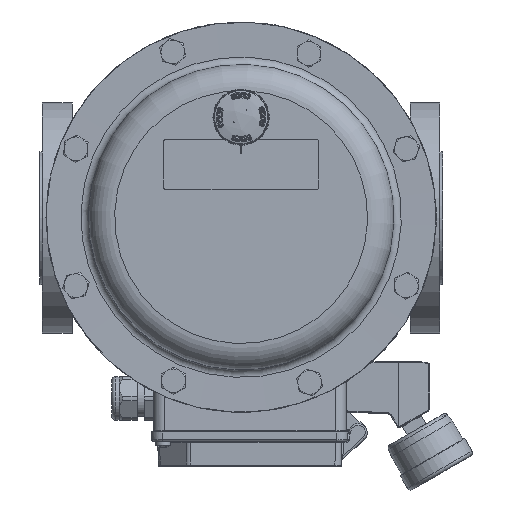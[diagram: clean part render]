
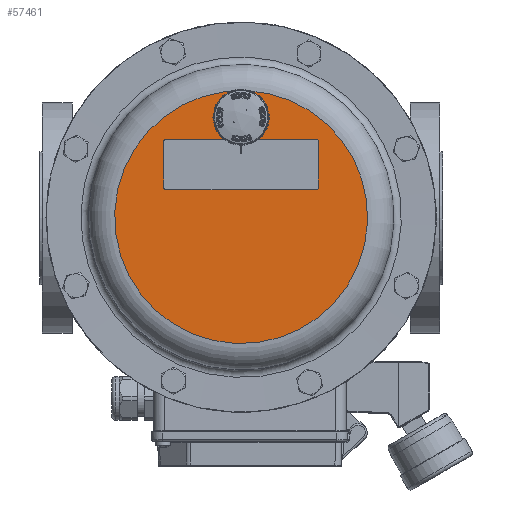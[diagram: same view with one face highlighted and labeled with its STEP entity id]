
A CAD part, top view. The second image highlights one B-rep face of the part: STEP entity #57461.
In plain terms, the highlighted planar face has unit normal (0, 0, 1).
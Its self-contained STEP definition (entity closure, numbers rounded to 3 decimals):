
#6728=LINE('',#114909,#9973);
#6732=LINE('',#114918,#9977);
#6735=LINE('',#114926,#9980);
#6738=LINE('',#114934,#9983);
#9973=VECTOR('',#73846,1000.);
#9977=VECTOR('',#73856,1000.);
#9980=VECTOR('',#73865,1000.);
#9983=VECTOR('',#73874,1000.);
#11131=FACE_BOUND('',#16798,.T.);
#11132=FACE_BOUND('',#16799,.T.);
#13395=FACE_OUTER_BOUND('',#16797,.T.);
#16797=EDGE_LOOP('',(#45626));
#16798=EDGE_LOOP('',(#45627,#45628,#45629,#45630,#45631,#45632,#45633,#45634));
#16799=EDGE_LOOP('',(#45635,#45636));
#19413=CIRCLE('',#61587,10.35);
#19483=CIRCLE('',#61684,69.65);
#19736=CIRCLE('',#62245,1.);
#19737=CIRCLE('',#62248,1.);
#19738=CIRCLE('',#62251,1.);
#19739=CIRCLE('',#62254,1.);
#19740=CIRCLE('',#62304,10.35);
#23734=VERTEX_POINT('',#111563);
#23735=VERTEX_POINT('',#111564);
#23821=VERTEX_POINT('',#112148);
#24303=VERTEX_POINT('',#114907);
#24304=VERTEX_POINT('',#114908);
#24305=VERTEX_POINT('',#114913);
#24306=VERTEX_POINT('',#114917);
#24307=VERTEX_POINT('',#114921);
#24308=VERTEX_POINT('',#114925);
#24309=VERTEX_POINT('',#114929);
#24310=VERTEX_POINT('',#114933);
#30671=EDGE_CURVE('',#23734,#23735,#19413,.T.);
#30788=EDGE_CURVE('',#23821,#23821,#19483,.T.);
#31562=EDGE_CURVE('',#24303,#24304,#6728,.T.);
#31565=EDGE_CURVE('',#24304,#24305,#19736,.T.);
#31567=EDGE_CURVE('',#24305,#24306,#6732,.T.);
#31569=EDGE_CURVE('',#24306,#24307,#19737,.T.);
#31571=EDGE_CURVE('',#24307,#24308,#6735,.T.);
#31573=EDGE_CURVE('',#24308,#24309,#19738,.T.);
#31575=EDGE_CURVE('',#24309,#24310,#6738,.T.);
#31577=EDGE_CURVE('',#24310,#24303,#19739,.T.);
#31650=EDGE_CURVE('',#23735,#23734,#19740,.T.);
#45626=ORIENTED_EDGE('',*,*,#30788,.F.);
#45627=ORIENTED_EDGE('',*,*,#31577,.F.);
#45628=ORIENTED_EDGE('',*,*,#31575,.F.);
#45629=ORIENTED_EDGE('',*,*,#31573,.F.);
#45630=ORIENTED_EDGE('',*,*,#31571,.F.);
#45631=ORIENTED_EDGE('',*,*,#31569,.F.);
#45632=ORIENTED_EDGE('',*,*,#31567,.F.);
#45633=ORIENTED_EDGE('',*,*,#31565,.F.);
#45634=ORIENTED_EDGE('',*,*,#31562,.F.);
#45635=ORIENTED_EDGE('',*,*,#31650,.T.);
#45636=ORIENTED_EDGE('',*,*,#30671,.T.);
#51704=PLANE('',#62303);
#57461=ADVANCED_FACE('',(#13395,#11131,#11132),#51704,.F.);
#61587=AXIS2_PLACEMENT_3D('',#111565,#72289,#72290);
#61684=AXIS2_PLACEMENT_3D('',#112150,#72509,#72510);
#62245=AXIS2_PLACEMENT_3D('',#114914,#73851,#73852);
#62248=AXIS2_PLACEMENT_3D('',#114922,#73860,#73861);
#62251=AXIS2_PLACEMENT_3D('',#114930,#73869,#73870);
#62254=AXIS2_PLACEMENT_3D('',#114937,#73878,#73879);
#62303=AXIS2_PLACEMENT_3D('',#115082,#74048,#74049);
#62304=AXIS2_PLACEMENT_3D('',#115083,#74050,#74051);
#72289=DIRECTION('center_axis',(0.,0.,
-1.));
#72290=DIRECTION('ref_axis',(-0.924,0.383,0.));
#72509=DIRECTION('center_axis',(0.,0.,
-1.));
#72510=DIRECTION('ref_axis',(-0.924,0.383,0.));
#73846=DIRECTION('',(0.,1.,0.));
#73851=DIRECTION('center_axis',(0.,0.,
1.));
#73852=DIRECTION('ref_axis',(0.,-1.,0.));
#73856=DIRECTION('',(-1.,0.,0.));
#73860=DIRECTION('center_axis',(0.,0.,
1.));
#73861=DIRECTION('ref_axis',(0.,-1.,0.));
#73865=DIRECTION('',(0.,-1.,0.));
#73869=DIRECTION('center_axis',(0.,0.,
1.));
#73870=DIRECTION('ref_axis',(0.,-1.,0.));
#73874=DIRECTION('',(1.,0.,0.));
#73878=DIRECTION('center_axis',(0.,0.,
1.));
#73879=DIRECTION('ref_axis',(0.,-1.,0.));
#74048=DIRECTION('center_axis',(0.,0.,
-1.));
#74049=DIRECTION('ref_axis',(-0.924,0.383,0.));
#74050=DIRECTION('center_axis',(0.,0.,
-1.));
#74051=DIRECTION('ref_axis',(-0.924,0.383,0.));
#111563=CARTESIAN_POINT('',(0.,65.35,301.));
#111564=CARTESIAN_POINT('',(0.,44.65,301.));
#111565=CARTESIAN_POINT('Origin',(0.,55.,
301.));
#112148=CARTESIAN_POINT('',(64.348,-26.654,301.));
#112150=CARTESIAN_POINT('Origin',(0.,0.,
301.));
#114907=CARTESIAN_POINT('',(42.5,16.,301.));
#114908=CARTESIAN_POINT('',(42.5,42.,301.));
#114909=CARTESIAN_POINT('',(42.5,16.,301.));
#114913=CARTESIAN_POINT('',(41.5,43.,301.));
#114914=CARTESIAN_POINT('Origin',(41.5,42.,301.));
#114917=CARTESIAN_POINT('',(-41.5,43.,301.));
#114918=CARTESIAN_POINT('',(41.5,43.,301.));
#114921=CARTESIAN_POINT('',(-42.5,42.,301.));
#114922=CARTESIAN_POINT('Origin',(-41.5,42.,301.));
#114925=CARTESIAN_POINT('',(-42.5,16.,301.));
#114926=CARTESIAN_POINT('',(-42.5,16.,301.));
#114929=CARTESIAN_POINT('',(-41.5,15.,301.));
#114930=CARTESIAN_POINT('Origin',(-41.5,16.,301.));
#114933=CARTESIAN_POINT('',(41.5,15.,301.));
#114934=CARTESIAN_POINT('',(41.5,15.,301.));
#114937=CARTESIAN_POINT('Origin',(41.5,16.,301.));
#115082=CARTESIAN_POINT('Origin',(0.,0.,
301.));
#115083=CARTESIAN_POINT('Origin',(0.,55.,
301.));
